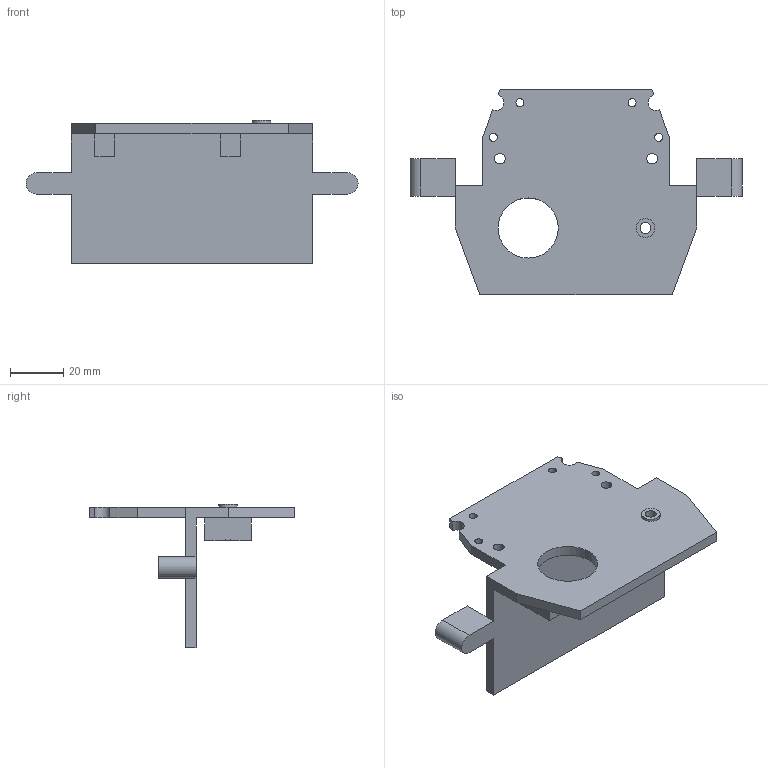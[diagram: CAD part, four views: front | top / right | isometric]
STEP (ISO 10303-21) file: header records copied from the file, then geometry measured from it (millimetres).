
FILE_DESCRIPTION(/* description */ (''),/* implementation_level */ '2;1');
FILE_NAME(/* name */ 'bracket.stp',/* time_stamp */ '2025-12-11T09:57:55-05:00',/* author */ ('santiago'),/* organization */ (''),/* preprocessor_version */ 'ST-DEVELOPER v20',/* originating_system */ 'Autodesk Inventor 2025',/* authorisation */ '');
FILE_SCHEMA (('AUTOMOTIVE_DESIGN { 1 0 10303 214 3 1 1 }'));
Length unit declared in the file: millimetre
Products named in the file (1): base
Bounding box: 124.4 x 77 x 53.6 mm (x, y, z)
Volume: 44231 mm3; surface area: 24948.9 mm2
Topology: 1 solids, 1 shells, 70 faces, 173 edges, 112 vertices
Faces by surface type: plane 53, cylinder 17
Full cylindrical faces by diameter (mm): 3 x4, 4 x2, 4.1 x1, 4.5 x4, 7 x1, 22.5 x1
Entity records: 2143 total; most frequent: CARTESIAN_POINT 356, DIRECTION 350, ORIENTED_EDGE 346, EDGE_CURVE 173, LINE 138, VECTOR 138, VERTEX_POINT 111, AXIS2_PLACEMENT_3D 106
